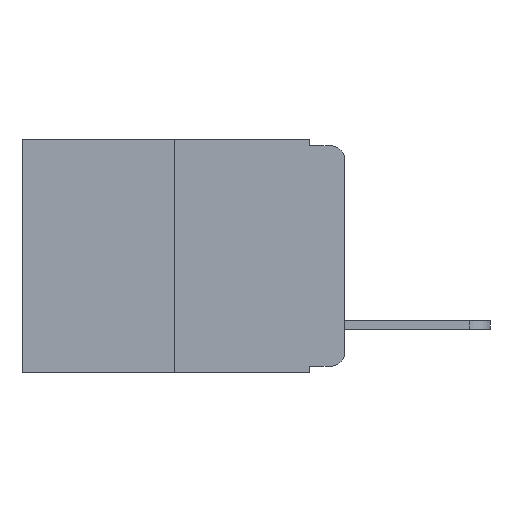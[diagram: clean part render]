
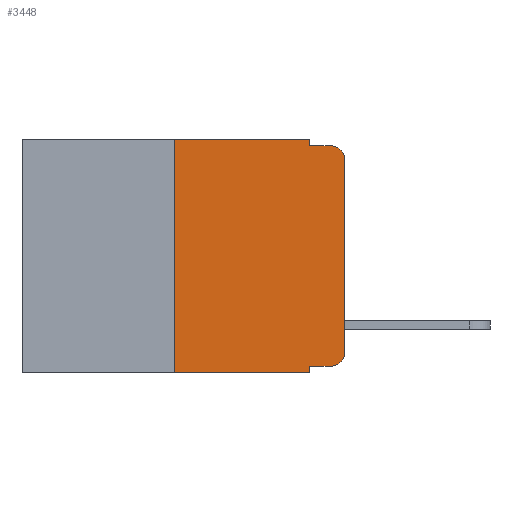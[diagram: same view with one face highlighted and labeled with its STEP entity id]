
A CAD part, left-side view. The second image highlights one B-rep face of the part: STEP entity #3448.
In plain terms, the highlighted planar face has unit normal (-1, 0, 0).
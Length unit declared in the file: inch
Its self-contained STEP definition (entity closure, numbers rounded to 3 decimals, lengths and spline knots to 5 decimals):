
#18 = VECTOR ( 'NONE', #683, 39.37008 ) ;
#259 = DIRECTION ( 'NONE',  ( 0., 0., -1. ) ) ;
#650 = VERTEX_POINT ( 'NONE', #6753 ) ;
#683 = DIRECTION ( 'NONE',  ( 0., 0., 1. ) ) ;
#903 = VERTEX_POINT ( 'NONE', #14447 ) ;
#1421 = DIRECTION ( 'NONE',  ( 0., 0., 1. ) ) ;
#1724 = VECTOR ( 'NONE', #7702, 39.37008 ) ;
#1971 = EDGE_CURVE ( 'NONE', #7942, #17020, #17584, .T. ) ;
#2295 = CARTESIAN_POINT ( 'NONE',  ( 0., 0., -0.03 ) ) ;
#2427 = CIRCLE ( 'NONE', #17820, 0.02 ) ;
#2460 = EDGE_CURVE ( 'NONE', #5448, #13922, #18635, .T. ) ;
#2989 = CARTESIAN_POINT ( 'NONE',  ( 0., 0.051, -0.01 ) ) ;
#3307 = ORIENTED_EDGE ( 'NONE', *, *, #9513, .T. ) ;
#3315 = EDGE_LOOP ( 'NONE', ( #3307, #10572, #8956, #4282, #21231, #10958, #4497, #6229, #16565, #8586 ) ) ;
#3448 = ADVANCED_FACE ( 'NONE', ( #13928 ), #20630, .F. ) ;
#3878 = DIRECTION ( 'NONE',  ( -1., 0., 0. ) ) ;
#4053 = LINE ( 'NONE', #10030, #9013 ) ;
#4282 = ORIENTED_EDGE ( 'NONE', *, *, #5445, .F. ) ;
#4497 = ORIENTED_EDGE ( 'NONE', *, *, #21056, .T. ) ;
#4922 = CARTESIAN_POINT ( 'NONE',  ( 0., 0.02, -0.333 ) ) ;
#5265 = CARTESIAN_POINT ( 'NONE',  ( 0., 0.25, 0. ) ) ;
#5445 = EDGE_CURVE ( 'NONE', #17020, #12838, #12273, .T. ) ;
#5448 = VERTEX_POINT ( 'NONE', #7322 ) ;
#5979 = CARTESIAN_POINT ( 'NONE',  ( 0., 0.25, 0. ) ) ;
#6229 = ORIENTED_EDGE ( 'NONE', *, *, #21885, .F. ) ;
#6363 = DIRECTION ( 'NONE',  ( 1., 0., 0. ) ) ;
#6753 = CARTESIAN_POINT ( 'NONE',  ( 0., 0., -0.313 ) ) ;
#6899 = EDGE_CURVE ( 'NONE', #12838, #11461, #14111, .T. ) ;
#6976 = AXIS2_PLACEMENT_3D ( 'NONE', #16193, #3878, #11031 ) ;
#7322 = CARTESIAN_POINT ( 'NONE',  ( 0., 0.051, -0.333 ) ) ;
#7369 = VECTOR ( 'NONE', #15990, 39.37008 ) ;
#7514 = CARTESIAN_POINT ( 'NONE',  ( 0., 0.051, -0.333 ) ) ;
#7545 = VECTOR ( 'NONE', #259, 39.37008 ) ;
#7702 = DIRECTION ( 'NONE',  ( 0., -1., 0. ) ) ;
#7942 = VERTEX_POINT ( 'NONE', #5979 ) ;
#8514 = DIRECTION ( 'NONE',  ( -1., 0., 0. ) ) ;
#8586 = ORIENTED_EDGE ( 'NONE', *, *, #8971, .T. ) ;
#8741 = AXIS2_PLACEMENT_3D ( 'NONE', #11763, #6363, #13224 ) ;
#8744 = VECTOR ( 'NONE', #18694, 39.37008 ) ;
#8956 = ORIENTED_EDGE ( 'NONE', *, *, #6899, .F. ) ;
#8971 = EDGE_CURVE ( 'NONE', #13922, #650, #2427, .T. ) ;
#9006 = LINE ( 'NONE', #13180, #8744 ) ;
#9013 = VECTOR ( 'NONE', #1421, 39.37008 ) ;
#9176 = CARTESIAN_POINT ( 'NONE',  ( 0., 0.051, 0. ) ) ;
#9513 = EDGE_CURVE ( 'NONE', #650, #13372, #4053, .T. ) ;
#10030 = CARTESIAN_POINT ( 'NONE',  ( 0., 0., 0. ) ) ;
#10318 = VERTEX_POINT ( 'NONE', #18370 ) ;
#10572 = ORIENTED_EDGE ( 'NONE', *, *, #11537, .T. ) ;
#10958 = ORIENTED_EDGE ( 'NONE', *, *, #13760, .F. ) ;
#11031 = DIRECTION ( 'NONE',  ( 0., 0., -1. ) ) ;
#11461 = VERTEX_POINT ( 'NONE', #14983 ) ;
#11537 = EDGE_CURVE ( 'NONE', #13372, #11461, #19115, .T. ) ;
#11763 = CARTESIAN_POINT ( 'NONE',  ( 0., 0.473, 0. ) ) ;
#11889 = LINE ( 'NONE', #5265, #18 ) ;
#12079 = DIRECTION ( 'NONE',  ( 0., 0., -1. ) ) ;
#12190 = CARTESIAN_POINT ( 'NONE',  ( 0., 0.473, -0.343 ) ) ;
#12273 = LINE ( 'NONE', #9176, #7545 ) ;
#12838 = VERTEX_POINT ( 'NONE', #2989 ) ;
#12849 = DIRECTION ( 'NONE',  ( 0., -1., 0. ) ) ;
#12904 = VECTOR ( 'NONE', #17505, 39.37008 ) ;
#13180 = CARTESIAN_POINT ( 'NONE',  ( 0., 0.051, 0. ) ) ;
#13224 = DIRECTION ( 'NONE',  ( 0., 0., -1. ) ) ;
#13372 = VERTEX_POINT ( 'NONE', #2295 ) ;
#13760 = EDGE_CURVE ( 'NONE', #903, #7942, #11889, .T. ) ;
#13922 = VERTEX_POINT ( 'NONE', #4922 ) ;
#13927 = CARTESIAN_POINT ( 'NONE',  ( 0., 0.02, -0.313 ) ) ;
#13928 = FACE_OUTER_BOUND ( 'NONE', #3315, .T. ) ;
#14111 = LINE ( 'NONE', #14739, #1724 ) ;
#14447 = CARTESIAN_POINT ( 'NONE',  ( 0., 0.25, -0.343 ) ) ;
#14739 = CARTESIAN_POINT ( 'NONE',  ( 0., 0.051, -0.01 ) ) ;
#14945 = CARTESIAN_POINT ( 'NONE',  ( 0., 0.051, 0. ) ) ;
#14983 = CARTESIAN_POINT ( 'NONE',  ( 0., 0.02, -0.01 ) ) ;
#15678 = LINE ( 'NONE', #12190, #12904 ) ;
#15990 = DIRECTION ( 'NONE',  ( 0., -1., 0. ) ) ;
#16193 = CARTESIAN_POINT ( 'NONE',  ( 0., 0.02, -0.03 ) ) ;
#16565 = ORIENTED_EDGE ( 'NONE', *, *, #2460, .T. ) ;
#16736 = VECTOR ( 'NONE', #12849, 39.37008 ) ;
#17020 = VERTEX_POINT ( 'NONE', #14945 ) ;
#17505 = DIRECTION ( 'NONE',  ( 0., -1., 0. ) ) ;
#17584 = LINE ( 'NONE', #22562, #7369 ) ;
#17820 = AXIS2_PLACEMENT_3D ( 'NONE', #13927, #8514, #12079 ) ;
#18370 = CARTESIAN_POINT ( 'NONE',  ( 0., 0.051, -0.343 ) ) ;
#18635 = LINE ( 'NONE', #7514, #16736 ) ;
#18694 = DIRECTION ( 'NONE',  ( 0., 0., -1. ) ) ;
#19115 = CIRCLE ( 'NONE', #6976, 0.02 ) ;
#20630 = PLANE ( 'NONE',  #8741 ) ;
#21056 = EDGE_CURVE ( 'NONE', #903, #10318, #15678, .T. ) ;
#21231 = ORIENTED_EDGE ( 'NONE', *, *, #1971, .F. ) ;
#21885 = EDGE_CURVE ( 'NONE', #5448, #10318, #9006, .T. ) ;
#22562 = CARTESIAN_POINT ( 'NONE',  ( 0., 0.473, 0. ) ) ;
